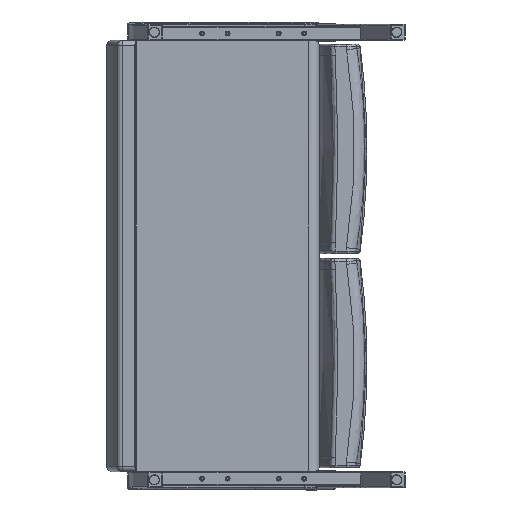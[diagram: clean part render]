
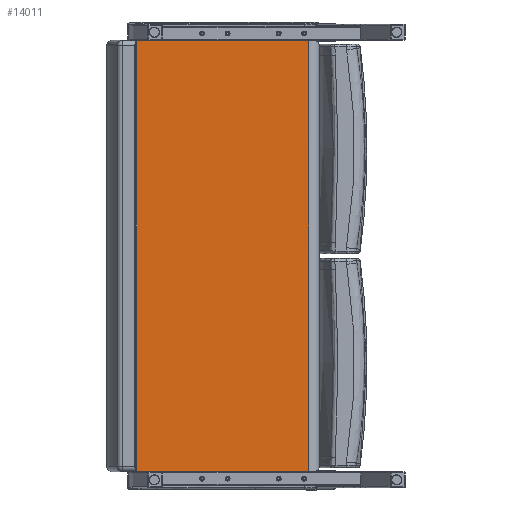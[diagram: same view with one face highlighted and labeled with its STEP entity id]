
A CAD part, front view. The second image highlights one B-rep face of the part: STEP entity #14011.
In plain terms, the highlighted planar face has unit normal (0, -1, 0).
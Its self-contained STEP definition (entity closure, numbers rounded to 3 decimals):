
#1325=PLANE('',#15760);
#2039=LINE('',#49862,#2795);
#2055=LINE('',#49996,#2811);
#2061=LINE('',#50083,#2817);
#2062=LINE('',#50085,#2818);
#2795=VECTOR('',#19627,0.394);
#2811=VECTOR('',#19703,0.394);
#2817=VECTOR('',#19765,0.394);
#2818=VECTOR('',#19768,0.394);
#3929=FACE_OUTER_BOUND('',#5002,.T.);
#5002=EDGE_LOOP('',(#12391,#12392,#12393,#12394));
#6892=VERTEX_POINT('',#49850);
#6893=VERTEX_POINT('',#49861);
#6917=VERTEX_POINT('',#49984);
#6918=VERTEX_POINT('',#49995);
#8697=EDGE_CURVE('',#6892,#6893,#2039,.T.);
#8736=EDGE_CURVE('',#6917,#6918,#2055,.T.);
#8761=EDGE_CURVE('',#6917,#6893,#2061,.T.);
#8762=EDGE_CURVE('',#6918,#6892,#2062,.T.);
#12391=ORIENTED_EDGE('',*,*,#8697,.F.);
#12392=ORIENTED_EDGE('',*,*,#8762,.F.);
#12393=ORIENTED_EDGE('',*,*,#8736,.F.);
#12394=ORIENTED_EDGE('',*,*,#8761,.T.);
#14011=ADVANCED_FACE('',(#3929),#1325,.T.);
#15760=AXIS2_PLACEMENT_3D('',#50084,#19766,#19767);
#19627=DIRECTION('',(1.,0.,0.));
#19703=DIRECTION('',(-1.,0.,0.));
#19765=DIRECTION('',(0.,0.,1.));
#19766=DIRECTION('center_axis',(0.,-1.,0.));
#19767=DIRECTION('ref_axis',(1.,0.,0.));
#19768=DIRECTION('',(0.,0.,1.));
#49850=CARTESIAN_POINT('',(-12.083,0.797,42.216));
#49861=CARTESIAN_POINT('',(4.791,0.797,42.216));
#49862=CARTESIAN_POINT('',(-9.146,0.797,42.216));
#49984=CARTESIAN_POINT('',(4.791,0.797,0.034));
#49995=CARTESIAN_POINT('',(-12.083,0.797,0.034));
#49996=CARTESIAN_POINT('',(-9.146,0.797,0.034));
#50083=CARTESIAN_POINT('',(4.791,0.797,0.));
#50084=CARTESIAN_POINT('Origin',(-12.083,0.797,0.));
#50085=CARTESIAN_POINT('',(-12.083,0.797,0.));
